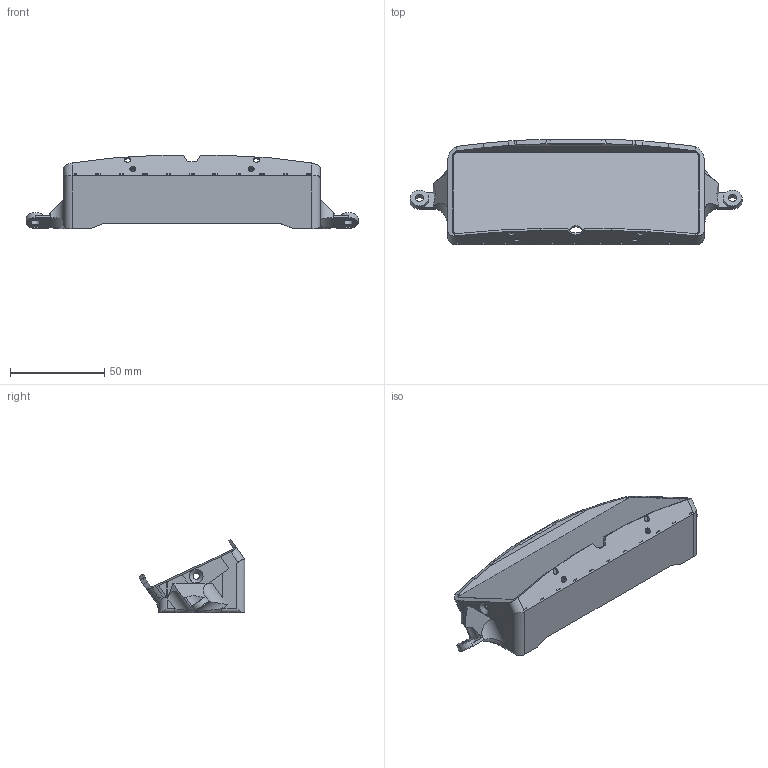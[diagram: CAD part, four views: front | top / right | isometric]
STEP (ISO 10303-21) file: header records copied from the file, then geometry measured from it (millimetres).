
FILE_DESCRIPTION(/* description */ (''),/* implementation_level */ '2;1');
FILE_NAME(/* name */ 'RykerConnectMount v1.step',/* time_stamp */ '2024-11-24T00:42:52+01:00',/* author */ (''),/* organization */ (''),/* preprocessor_version */ 'ST-DEVELOPER v20',/* originating_system */ 'Autodesk Translation Framework v13.20.0.188',/* authorisation */ '');
FILE_SCHEMA (('AUTOMOTIVE_DESIGN { 1 0 10303 214 3 1 1 }'));
Length unit declared in the file: millimetre
Products named in the file (3): RykerConnectMount; DisplayCover; PCB-Mount.-Back
Assembly tree (2 placements, depth 2):
  RykerConnectMount
    DisplayCover
    PCB-Mount.-Back
Bounding box: 176 x 56 x 38.75 mm (x, y, z)
Volume: 37006.6 mm3; surface area: 39016.5 mm2
Topology: 4 solids, 4 shells, 519 faces, 1386 edges, 881 vertices
Faces by surface type: plane 246, cylinder 143, bspline 108, sphere 12, torus 8, cone 2
Full cylindrical faces by diameter (mm): 2.89 x4, 2.9 x2, 3.2 x6, 4.5 x2, 4.7 x6, 9.25 x2, 10 x2
Entity records: 22835 total; most frequent: CARTESIAN_POINT 10352, ORIENTED_EDGE 2766, DIRECTION 2284, EDGE_CURVE 1383, VERTEX_POINT 881, LINE 766, VECTOR 766, AXIS2_PLACEMENT_3D 759
